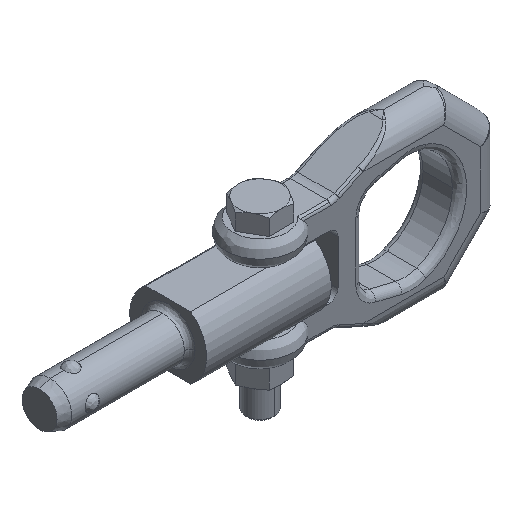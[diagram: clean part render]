
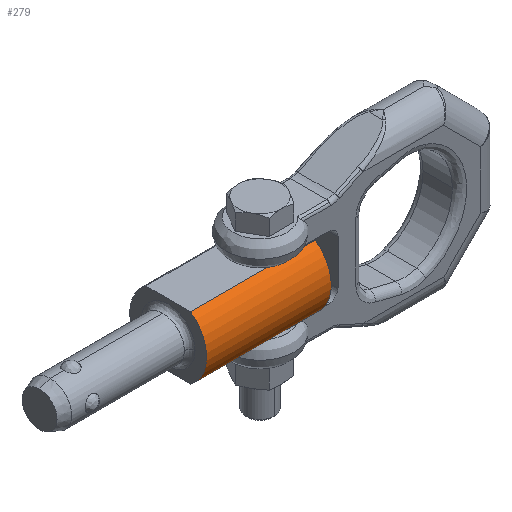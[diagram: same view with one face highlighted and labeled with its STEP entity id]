
A CAD part, isometric view. The second image highlights one B-rep face of the part: STEP entity #279.
In plain terms, the highlighted cylindrical face has radius 10.75 mm (diameter 21.5 mm), a partial arc.
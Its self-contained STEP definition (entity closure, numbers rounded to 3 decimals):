
#279=ADVANCED_FACE('',(#662),#663,.T.);
#662=FACE_OUTER_BOUND('',#1567,.T.);
#663=CYLINDRICAL_SURFACE('',#1568,10.75);
#1567=EDGE_LOOP('',(#3606,#3607,#3608,#3609));
#1568=AXIS2_PLACEMENT_3D('',#3610,#3611,#3612);
#3606=ORIENTED_EDGE('',*,*,#4772,.T.);
#3607=ORIENTED_EDGE('',*,*,#4773,.T.);
#3608=ORIENTED_EDGE('',*,*,#4725,.T.);
#3609=ORIENTED_EDGE('',*,*,#4774,.T.);
#3610=CARTESIAN_POINT('',(17.425,0.,0.));
#3611=DIRECTION('',(1.0,0.0,0.0));
#3612=DIRECTION('',(0.0,0.0,-1.0));
#4725=EDGE_CURVE('',#5386,#5383,#5387,.T.);
#4772=EDGE_CURVE('',#5456,#5457,#5458,.T.);
#4773=EDGE_CURVE('',#5457,#5386,#5459,.T.);
#4774=EDGE_CURVE('',#5383,#5456,#5460,.T.);
#5383=VERTEX_POINT('',#6691);
#5386=VERTEX_POINT('',#6695);
#5387=LINE('',#6696,#6697);
#5456=VERTEX_POINT('',#6897);
#5457=VERTEX_POINT('',#6898);
#5458=LINE('',#6899,#6900);
#5459=CIRCLE('',#6901,10.75);
#5460=CIRCLE('',#6902,10.75);
#6691=CARTESIAN_POINT('',(0.,-6.245,8.75));
#6695=CARTESIAN_POINT('',(34.85,-6.245,8.75));
#6696=CARTESIAN_POINT('',(17.425,-6.245,8.75));
#6697=VECTOR('',#8732,1000.0);
#6897=CARTESIAN_POINT('',(0.,-6.245,-8.75));
#6898=CARTESIAN_POINT('',(34.85,-6.245,-8.75));
#6899=CARTESIAN_POINT('',(17.425,-6.245,-8.75));
#6900=VECTOR('',#8786,1000.0);
#6901=AXIS2_PLACEMENT_3D('',#8787,#8788,#8789);
#6902=AXIS2_PLACEMENT_3D('',#8790,#8791,#8792);
#8732=DIRECTION('',(-1.0,0.0,0.0));
#8786=DIRECTION('',(1.0,0.0,0.0));
#8787=CARTESIAN_POINT('',(34.85,0.,0.));
#8788=DIRECTION('',(-1.0,0.0,0.0));
#8789=DIRECTION('',(0.0,0.0,-1.0));
#8790=CARTESIAN_POINT('',(0.,0.,0.));
#8791=DIRECTION('',(1.0,0.0,0.0));
#8792=DIRECTION('',(0.0,0.0,-1.0));
